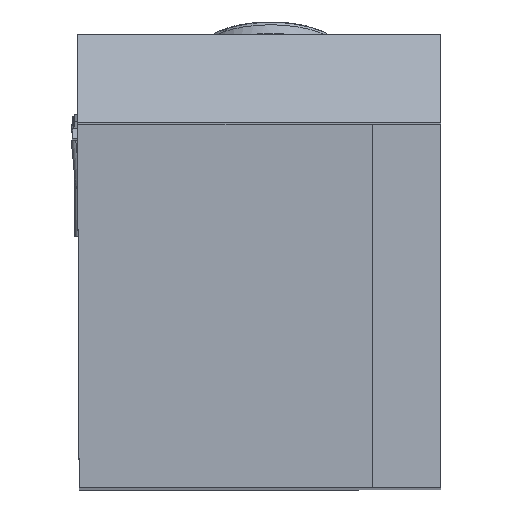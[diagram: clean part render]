
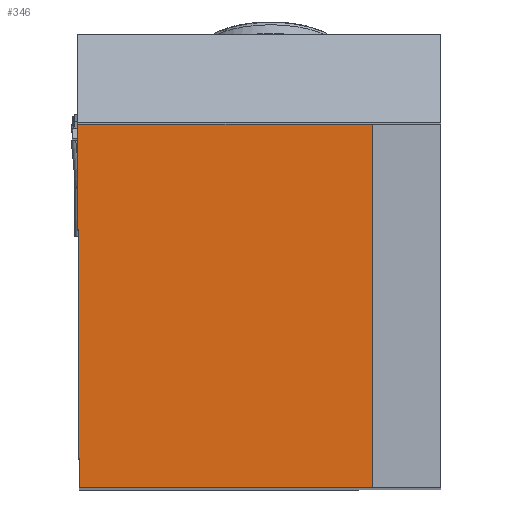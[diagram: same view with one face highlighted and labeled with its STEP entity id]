
A CAD part, top view. The second image highlights one B-rep face of the part: STEP entity #346.
In plain terms, the highlighted planar face has unit normal (0, 0, 1).
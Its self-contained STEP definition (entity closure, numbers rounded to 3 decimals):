
#346=ADVANCED_FACE('BLANK_BOXF006',(#515),#459,.T.);
#459=PLANE('',#2360);
#515=FACE_OUTER_BOUND('',#629,.T.);
#629=EDGE_LOOP('',(#825,#826,#827,#828));
#825=ORIENTED_EDGE('',*,*,#1630,.T.);
#826=ORIENTED_EDGE('',*,*,#1649,.T.);
#827=ORIENTED_EDGE('',*,*,#1650,.F.);
#828=ORIENTED_EDGE('',*,*,#1607,.F.);
#1397=VERTEX_POINT('',#3091);
#1398=VERTEX_POINT('',#3093);
#1416=VERTEX_POINT('',#3182);
#1425=VERTEX_POINT('',#3217);
#1607=EDGE_CURVE('',#1397,#1398,#1918,.T.);
#1630=EDGE_CURVE('',#1397,#1416,#1928,.T.);
#1649=EDGE_CURVE('',#1416,#1425,#1945,.T.);
#1650=EDGE_CURVE('',#1398,#1425,#1946,.T.);
#1918=LINE('',#3092,#2091);
#1928=LINE('',#3183,#2101);
#1945=LINE('',#3216,#2118);
#1946=LINE('',#3218,#2119);
#2091=VECTOR('',#2543,1.);
#2101=VECTOR('',#2575,1.);
#2118=VECTOR('',#2608,1.);
#2119=VECTOR('',#2609,1.);
#2360=AXIS2_PLACEMENT_3D('',#3219,#2610,#2611);
#2543=DIRECTION('',(-0.004,1.,0.));
#2575=DIRECTION('',(1.,0.,0.));
#2608=DIRECTION('',(0.,1.,0.));
#2609=DIRECTION('',(1.,0.,0.));
#2610=DIRECTION('',(0.,0.,1.));
#2611=DIRECTION('',(0.,1.,0.));
#3091=CARTESIAN_POINT('',(-15.731,0.,0.));
#3092=CARTESIAN_POINT('',(-15.821,20.635,0.));
#3093=CARTESIAN_POINT('',(-15.8,15.8,0.));
#3182=CARTESIAN_POINT('',(-2.974,0.,0.));
#3183=CARTESIAN_POINT('',(22.,0.,0.));
#3216=CARTESIAN_POINT('',(-2.974,15.8,0.));
#3217=CARTESIAN_POINT('',(-2.974,15.8,0.));
#3218=CARTESIAN_POINT('',(22.,15.8,0.));
#3219=CARTESIAN_POINT('',(22.,20.8,0.));
